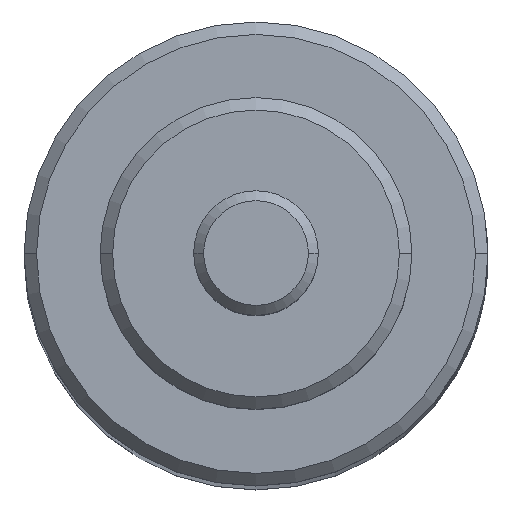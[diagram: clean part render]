
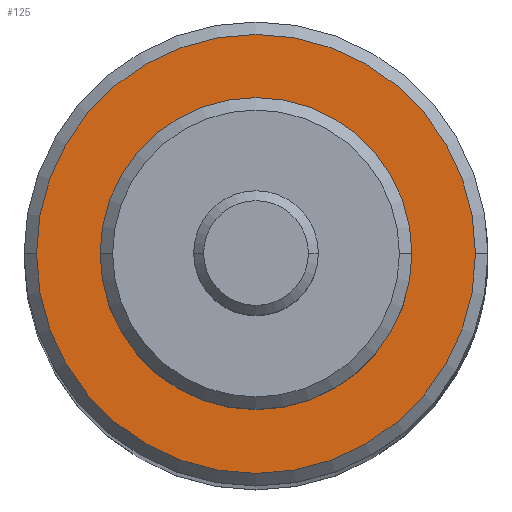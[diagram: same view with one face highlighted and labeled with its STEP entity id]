
A CAD part, top view. The second image highlights one B-rep face of the part: STEP entity #125.
In plain terms, the highlighted planar face has unit normal (0, 0, 1).
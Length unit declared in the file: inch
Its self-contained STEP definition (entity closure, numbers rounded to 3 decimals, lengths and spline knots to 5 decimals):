
#54 = CARTESIAN_POINT ( 'NONE',  ( 0.44, 0., -0.5 ) ) ;
#57 = AXIS2_PLACEMENT_3D ( 'NONE', #2364, #1112, #2572 ) ;
#67 = CARTESIAN_POINT ( 'NONE',  ( 0., 0.465, -0.5 ) ) ;
#125 = ADVANCED_FACE ( 'NONE', ( #1747, #147 ), #1490, .F. ) ;
#147 = FACE_BOUND ( 'NONE', #1512, .T. ) ;
#155 = EDGE_LOOP ( 'NONE', ( #1791, #821 ) ) ;
#495 = AXIS2_PLACEMENT_3D ( 'NONE', #67, #2323, #1189 ) ;
#507 = CARTESIAN_POINT ( 'NONE',  ( 0., 0., -0.5 ) ) ;
#516 = DIRECTION ( 'NONE',  ( 0., 0., 1. ) ) ;
#629 = ORIENTED_EDGE ( 'NONE', *, *, #2620, .F. ) ;
#708 = DIRECTION ( 'NONE',  ( -1., 0., 0. ) ) ;
#735 = CARTESIAN_POINT ( 'NONE',  ( 0., 0., -0.5 ) ) ;
#821 = ORIENTED_EDGE ( 'NONE', *, *, #2576, .T. ) ;
#835 = CIRCLE ( 'NONE', #1758, 0.44 ) ;
#941 = DIRECTION ( 'NONE',  ( 1., 0., 0. ) ) ;
#1108 = CIRCLE ( 'NONE', #1156, 0.44 ) ;
#1112 = DIRECTION ( 'NONE',  ( 0., 0., 1. ) ) ;
#1121 = CARTESIAN_POINT ( 'NONE',  ( 0.31125, 0., -0.5 ) ) ;
#1132 = CARTESIAN_POINT ( 'NONE',  ( -0.44, 0., -0.5 ) ) ;
#1156 = AXIS2_PLACEMENT_3D ( 'NONE', #1766, #516, #1970 ) ;
#1167 = CIRCLE ( 'NONE', #57, 0.31125 ) ;
#1189 = DIRECTION ( 'NONE',  ( -1., 0., 0. ) ) ;
#1217 = EDGE_CURVE ( 'NONE', #2338, #2435, #835, .T. ) ;
#1219 = VERTEX_POINT ( 'NONE', #1121 ) ;
#1315 = CARTESIAN_POINT ( 'NONE',  ( -0.31125, 0., -0.5 ) ) ;
#1490 = PLANE ( 'NONE',  #495 ) ;
#1512 = EDGE_LOOP ( 'NONE', ( #629, #1660 ) ) ;
#1660 = ORIENTED_EDGE ( 'NONE', *, *, #2478, .F. ) ;
#1747 = FACE_OUTER_BOUND ( 'NONE', #155, .T. ) ;
#1758 = AXIS2_PLACEMENT_3D ( 'NONE', #507, #1965, #708 ) ;
#1766 = CARTESIAN_POINT ( 'NONE',  ( 0., 0., -0.5 ) ) ;
#1791 = ORIENTED_EDGE ( 'NONE', *, *, #1217, .T. ) ;
#1965 = DIRECTION ( 'NONE',  ( 0., 0., 1. ) ) ;
#1970 = DIRECTION ( 'NONE',  ( -1., 0., 0. ) ) ;
#1996 = AXIS2_PLACEMENT_3D ( 'NONE', #735, #2195, #941 ) ;
#2195 = DIRECTION ( 'NONE',  ( 0., 0., 1. ) ) ;
#2323 = DIRECTION ( 'NONE',  ( 0., 0., -1. ) ) ;
#2338 = VERTEX_POINT ( 'NONE', #1132 ) ;
#2364 = CARTESIAN_POINT ( 'NONE',  ( 0., 0., -0.5 ) ) ;
#2435 = VERTEX_POINT ( 'NONE', #54 ) ;
#2463 = VERTEX_POINT ( 'NONE', #1315 ) ;
#2478 = EDGE_CURVE ( 'NONE', #2463, #1219, #1167, .T. ) ;
#2572 = DIRECTION ( 'NONE',  ( 1., 0., 0. ) ) ;
#2576 = EDGE_CURVE ( 'NONE', #2435, #2338, #1108, .T. ) ;
#2578 = CIRCLE ( 'NONE', #1996, 0.31125 ) ;
#2620 = EDGE_CURVE ( 'NONE', #1219, #2463, #2578, .T. ) ;
